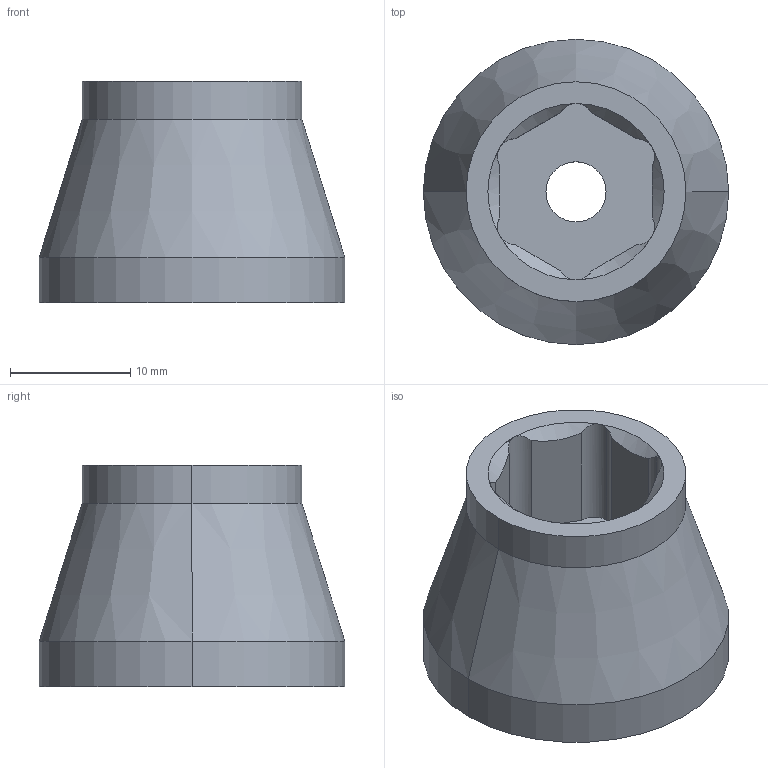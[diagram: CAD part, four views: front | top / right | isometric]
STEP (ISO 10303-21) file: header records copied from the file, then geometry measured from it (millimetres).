
FILE_DESCRIPTION (( 'STEP AP203' ), '1' );
FILE_NAME ('REV-21-2110.STEP', '2023-09-25T17:51:50', ( '' ), ( '' ), 'SwSTEP 2.0', 'SolidWorks 2022', '' );
FILE_SCHEMA (( 'CONFIG_CONTROL_DESIGN' ));
Length unit declared in the file: inch
Products named in the file (1): REV-21-2110
Bounding box: 25.4 x 25.4 x 18.44 mm (x, y, z)
Volume: 4131.8 mm3; surface area: 2895.6 mm2
Topology: 1 solids, 1 shells, 193 faces, 552 edges, 364 vertices
Faces by surface type: cylinder 92, bspline 78, plane 11, cone 10, torus 2
Entity records: 9191 total; most frequent: CARTESIAN_POINT 4464, ORIENTED_EDGE 1104, DIRECTION 798, EDGE_CURVE 552, VERTEX_POINT 364, AXIS2_PLACEMENT_3D 306, EDGE_LOOP 198, ADVANCED_FACE 193
